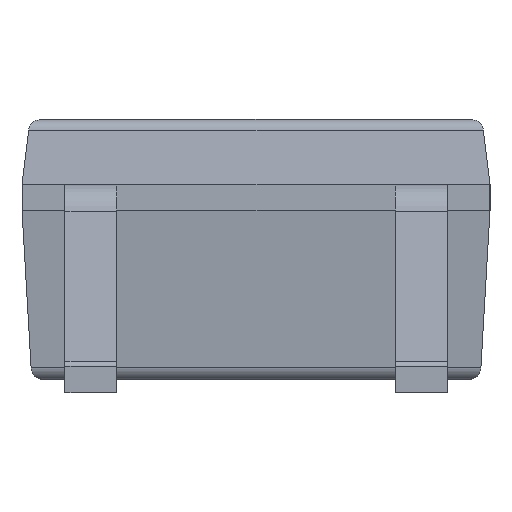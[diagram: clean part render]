
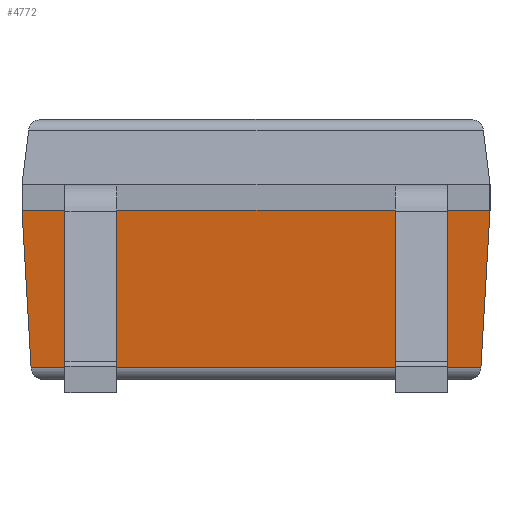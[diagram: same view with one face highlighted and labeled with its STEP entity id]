
A CAD part, left-side view. The second image highlights one B-rep face of the part: STEP entity #4772.
In plain terms, the highlighted planar face has unit normal (-0.995, 0, -0.097).
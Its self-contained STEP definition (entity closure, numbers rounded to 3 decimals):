
#418=ORIENTED_EDGE('',*,*,#1331,.T.);
#419=ORIENTED_EDGE('',*,*,#1304,.T.);
#420=ORIENTED_EDGE('',*,*,#1335,.T.);
#421=ORIENTED_EDGE('',*,*,#1315,.T.);
#422=ORIENTED_EDGE('',*,*,#1449,.T.);
#423=ORIENTED_EDGE('',*,*,#1450,.T.);
#424=ORIENTED_EDGE('',*,*,#1440,.F.);
#425=ORIENTED_EDGE('',*,*,#1451,.F.);
#1304=EDGE_CURVE('',#1831,#1830,#2174,.T.);
#1315=EDGE_CURVE('',#1838,#1837,#2185,.T.);
#1331=EDGE_CURVE('',#1846,#1831,#2201,.T.);
#1335=EDGE_CURVE('',#1830,#1838,#2205,.T.);
#1440=EDGE_CURVE('',#1952,#1953,#2284,.T.);
#1449=EDGE_CURVE('',#1837,#1957,#2289,.T.);
#1450=EDGE_CURVE('',#1957,#1953,#2290,.T.);
#1451=EDGE_CURVE('',#1846,#1952,#2291,.T.);
#1830=VERTEX_POINT('',#6004);
#1831=VERTEX_POINT('',#6006);
#1837=VERTEX_POINT('',#6026);
#1838=VERTEX_POINT('',#6028);
#1846=VERTEX_POINT('',#6058);
#1952=VERTEX_POINT('',#6811);
#1953=VERTEX_POINT('',#6812);
#1957=VERTEX_POINT('',#6844);
#2174=LINE('',#6005,#2540);
#2185=LINE('',#6027,#2551);
#2201=LINE('',#6057,#2567);
#2205=LINE('',#6064,#2571);
#2284=LINE('',#6810,#2650);
#2289=LINE('',#6843,#2655);
#2290=LINE('',#6845,#2656);
#2291=LINE('',#6846,#2657);
#2540=VECTOR('',#5204,1000.);
#2551=VECTOR('',#5223,1000.);
#2567=VECTOR('',#5251,1000.);
#2571=VECTOR('',#5257,1000.);
#2650=VECTOR('',#5344,1000.);
#2655=VECTOR('',#5355,1000.);
#2656=VECTOR('',#5356,1000.);
#2657=VECTOR('',#5357,1000.);
#2939=EDGE_LOOP('',(#418,#419,#420,#421,#422,#423,#424,#425));
#3183=FACE_BOUND('',#2939,.T.);
#3407=PLANE('',#5000);
#4772=ADVANCED_FACE('',(#3183),#3407,.F.);
#5000=AXIS2_PLACEMENT_3D('',#6842,#5353,#5354);
#5204=DIRECTION('',(0.,1.,0.));
#5223=DIRECTION('',(0.,1.,0.));
#5251=DIRECTION('',(0.,1.,0.));
#5257=DIRECTION('',(0.,1.,0.));
#5344=DIRECTION('',(0.,1.,0.));
#5353=DIRECTION('',(0.995,0.,0.097));
#5354=DIRECTION('',(0.097,0.,-0.995));
#5355=DIRECTION('',(0.,1.,0.));
#5356=DIRECTION('',(0.097,-0.057,-0.994));
#5357=DIRECTION('',(0.097,0.057,-0.994));
#6004=CARTESIAN_POINT('',(-3.8,-1.07,1.4));
#6005=CARTESIAN_POINT('',(-3.8,-1.8,1.4));
#6006=CARTESIAN_POINT('',(-3.8,-1.47,1.4));
#6026=CARTESIAN_POINT('',(-3.8,1.47,1.4));
#6027=CARTESIAN_POINT('',(-3.8,-1.8,1.4));
#6028=CARTESIAN_POINT('',(-3.8,1.07,1.4));
#6057=CARTESIAN_POINT('',(-3.8,-1.8,1.4));
#6058=CARTESIAN_POINT('',(-3.8,-1.8,1.4));
#6064=CARTESIAN_POINT('',(-3.8,-1.8,1.4));
#6810=CARTESIAN_POINT('',(-3.682,-1.8,0.19));
#6811=CARTESIAN_POINT('',(-3.682,-1.73,0.19));
#6812=CARTESIAN_POINT('',(-3.682,1.73,0.19));
#6842=CARTESIAN_POINT('',(-3.8,-1.8,1.4));
#6843=CARTESIAN_POINT('',(-3.8,-1.8,1.4));
#6844=CARTESIAN_POINT('',(-3.8,1.8,1.4));
#6845=CARTESIAN_POINT('',(-3.78,1.788,1.194));
#6846=CARTESIAN_POINT('',(-3.8,-1.8,1.4));
